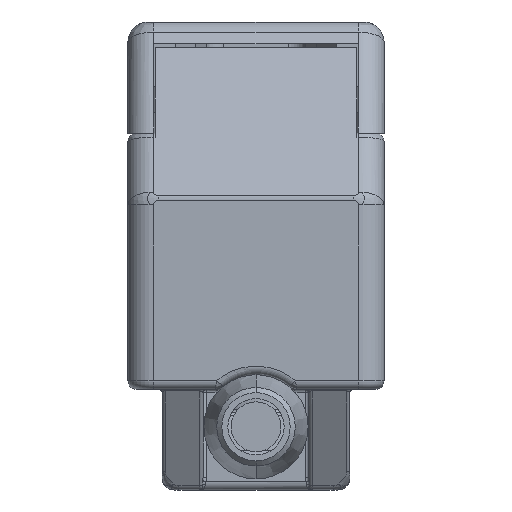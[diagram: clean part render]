
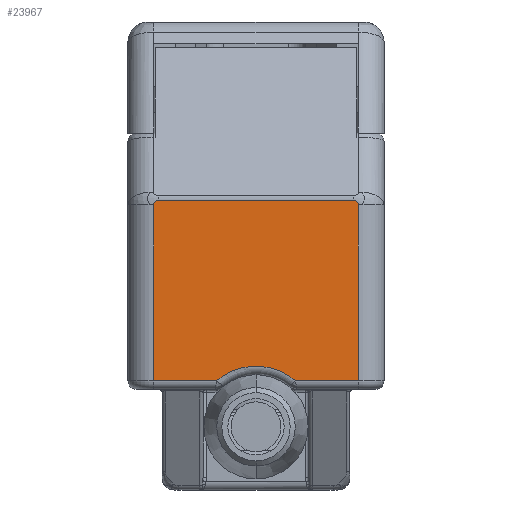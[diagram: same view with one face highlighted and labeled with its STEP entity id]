
A CAD part, front view. The second image highlights one B-rep face of the part: STEP entity #23967.
In plain terms, the highlighted planar face has unit normal (0, -1, 0).
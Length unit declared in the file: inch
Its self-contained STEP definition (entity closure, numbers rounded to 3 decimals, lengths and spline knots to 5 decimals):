
#6316=CARTESIAN_POINT('',(0.,-0.67913,-0.37402));
#6317=DIRECTION('',(0.,1.,0.));
#6318=DIRECTION('',(-0.649,0.,0.761));
#6319=AXIS2_PLACEMENT_3D('',#6316,#6317,#6318);
#6321=CARTESIAN_POINT('',(0.09074,-0.67913,
-0.26772));
#6355=DIRECTION('',(-1.,0.,0.));
#6356=VECTOR('',#6355,0.14548);
#6357=CARTESIAN_POINT('',(0.23622,-0.67913,
-0.26772));
#6358=LINE('',#6357,#6356);
#6368=CARTESIAN_POINT('',(-0.23622,-0.67913,
0.13772));
#6369=CARTESIAN_POINT('',(-0.23608,-0.67913,
0.14281));
#6370=CARTESIAN_POINT('',(-0.23076,-0.67913,
0.14827));
#6371=CARTESIAN_POINT('',(-0.22567,-0.67913,
0.14827));
#6373=CARTESIAN_POINT('',(0.23622,-0.67913,
0.13772));
#6374=CARTESIAN_POINT('',(0.23608,-0.67913,
0.14281));
#6375=CARTESIAN_POINT('',(0.23076,-0.67913,
0.14827));
#6376=CARTESIAN_POINT('',(0.22567,-0.67913,
0.14827));
#6382=DIRECTION('',(0.,0.,1.));
#6383=VECTOR('',#6382,0.40544);
#6384=CARTESIAN_POINT('',(0.23622,-0.67913,
-0.26772));
#6385=LINE('',#6384,#6383);
#6523=DIRECTION('',(0.,0.,-1.));
#6524=VECTOR('',#6523,0.40544);
#6525=CARTESIAN_POINT('',(-0.23622,-0.67913,
0.13772));
#6526=LINE('',#6525,#6524);
#7782=DIRECTION('',(-1.,0.,0.));
#7783=VECTOR('',#7782,0.14548);
#7784=CARTESIAN_POINT('',(-0.09074,-0.67913,
-0.26772));
#7785=LINE('',#7784,#7783);
#7801=CARTESIAN_POINT('',(-0.09074,-0.67913,
-0.26772));
#9364=DIRECTION('',(-1.,0.,0.));
#9365=VECTOR('',#9364,0.45134);
#9366=CARTESIAN_POINT('',(0.22567,-0.67913,
0.14827));
#9367=LINE('',#9366,#9365);
#12267=VERTEX_POINT('',#6373);
#12268=VERTEX_POINT('',#6376);
#12274=CARTESIAN_POINT('',(-0.22567,-0.67913,
0.14827));
#12275=VERTEX_POINT('',#12274);
#12276=VERTEX_POINT('',#6368);
#14065=CARTESIAN_POINT('',(0.23622,-0.67913,
-0.26772));
#14066=VERTEX_POINT('',#14065);
#14083=CARTESIAN_POINT('',(-0.23622,-0.67913,
-0.26772));
#14084=VERTEX_POINT('',#14083);
#14092=VERTEX_POINT('',#6321);
#14094=VERTEX_POINT('',#7801);
#23946=CARTESIAN_POINT('',(-0.29528,-0.67913,0.));
#23947=DIRECTION('',(0.,-1.,0.));
#23948=DIRECTION('',(1.,0.,0.));
#23949=AXIS2_PLACEMENT_3D('',#23946,#23947,#23948);
#23950=PLANE('',#23949);
#23952=ORIENTED_EDGE('',*,*,#23951,.F.);
#23953=ORIENTED_EDGE('',*,*,#23938,.T.);
#23954=ORIENTED_EDGE('',*,*,#23879,.F.);
#23956=ORIENTED_EDGE('',*,*,#23955,.T.);
#23958=ORIENTED_EDGE('',*,*,#23957,.F.);
#23960=ORIENTED_EDGE('',*,*,#23959,.T.);
#23962=ORIENTED_EDGE('',*,*,#23961,.F.);
#23964=ORIENTED_EDGE('',*,*,#23963,.F.);
#23965=EDGE_LOOP('',(#23952,#23953,#23954,#23956,#23958,#23960,#23962,#23964));
#23966=FACE_OUTER_BOUND('',#23965,.F.);
#23967=ADVANCED_FACE('',(#23966),#23950,.T.);
#6320=CIRCLE('',#6319,0.13976);
#6372=B_SPLINE_CURVE_WITH_KNOTS('',3,(#6368,#6369,#6370,#6371),.UNSPECIFIED.,
.F.,.F.,(4,4),(0.,1.),.UNSPECIFIED.);
#6377=B_SPLINE_CURVE_WITH_KNOTS('',3,(#6373,#6374,#6375,#6376),.UNSPECIFIED.,
.F.,.F.,(4,4),(0.,1.),.UNSPECIFIED.);
#23879=EDGE_CURVE('',#14094,#14092,#6320,.T.);
#23938=EDGE_CURVE('',#14066,#14092,#6358,.T.);
#23951=EDGE_CURVE('',#14066,#12267,#6385,.T.);
#23955=EDGE_CURVE('',#14094,#14084,#7785,.T.);
#23957=EDGE_CURVE('',#12276,#14084,#6526,.T.);
#23959=EDGE_CURVE('',#12276,#12275,#6372,.T.);
#23961=EDGE_CURVE('',#12268,#12275,#9367,.T.);
#23963=EDGE_CURVE('',#12267,#12268,#6377,.T.);
